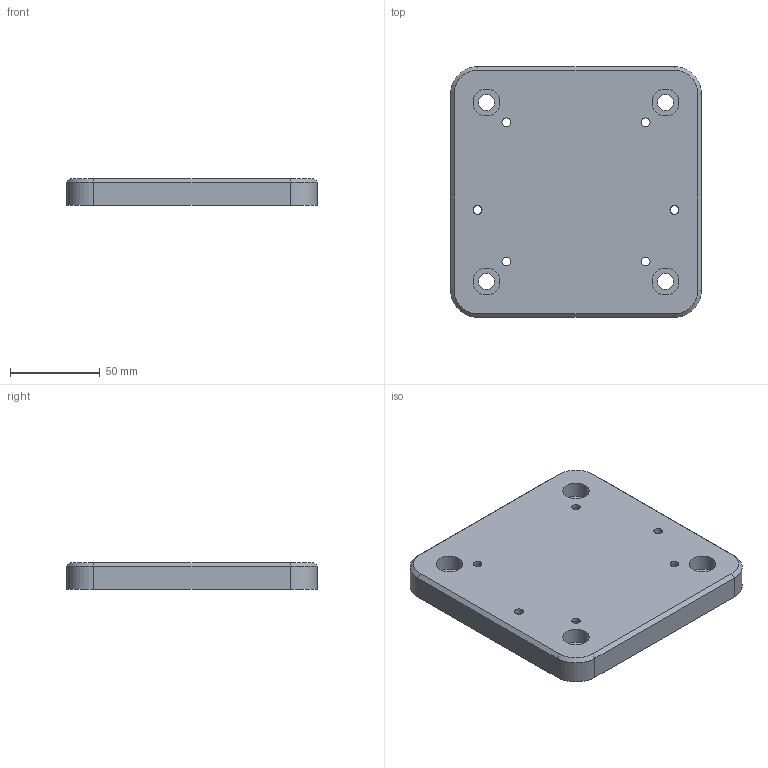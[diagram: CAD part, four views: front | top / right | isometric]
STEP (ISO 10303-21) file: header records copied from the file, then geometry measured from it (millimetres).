
FILE_DESCRIPTION(/* description */ ('Unknown'),/* implementation_level */ '2;1');
FILE_NAME(/* name */ 'Mounting_Plate_UR3e',/* time_stamp */ '2023-03-28T16:12:07+02:00',/* author */ ('Unknown'),/* organization */ ('Unknown'),/* preprocessor_version */ 'ST-DEVELOPER v18.1',/* originating_system */ 'Solid Edge',/* authorisation */ 'Unknown');
FILE_SCHEMA (('AUTOMOTIVE_DESIGN {1 0 10303 214 3 1 1}'));
Length unit declared in the file: millimetre
Products named in the file (1): Mounting_Plate_UR3e
Bounding box: 140 x 140 x 15 mm (x, y, z)
Volume: 280516.3 mm3; surface area: 49215 mm2
Topology: 1 solids, 1 shells, 40 faces, 100 edges, 66 vertices
Faces by surface type: cylinder 22, plane 14, cone 4
Full cylindrical faces by diameter (mm): 4.917 x8, 5 x2, 9 x4, 15 x4
Entity records: 1376 total; most frequent: DIRECTION 198, CARTESIAN_POINT 169, ORIENTED_EDGE 144, AXIS2_PLACEMENT_3D 85, EDGE_LOOP 82, FACE_BOUND 82, EDGE_CURVE 72, VERTEX_POINT 56
